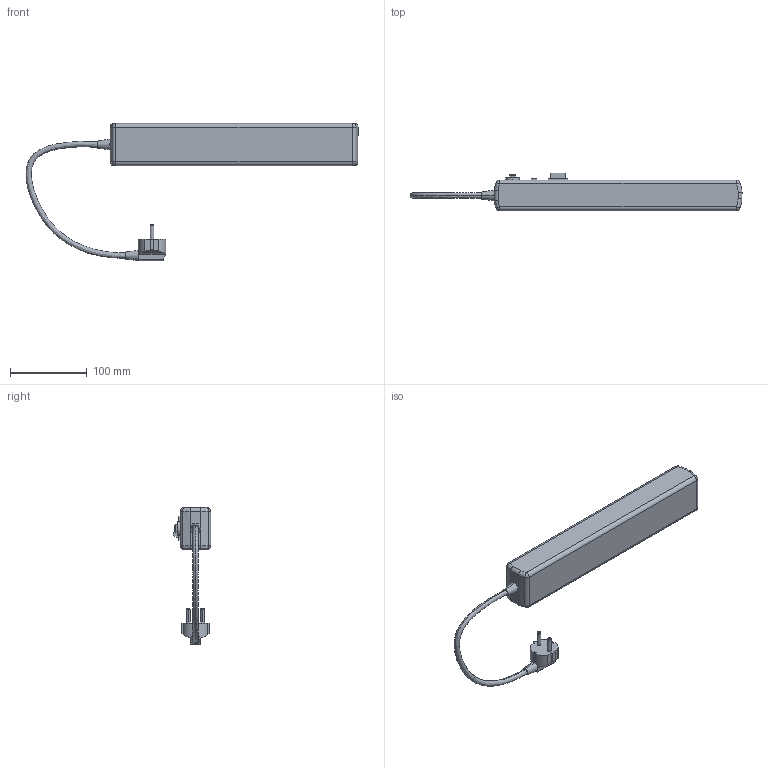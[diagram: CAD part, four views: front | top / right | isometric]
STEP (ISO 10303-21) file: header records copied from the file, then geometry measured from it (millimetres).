
FILE_DESCRIPTION (( 'STEP AP214' ), '1' );
FILE_NAME ('WFP10-16-05-03-N_Ñåòåâîé ôèëüòð ÑÔ-05Ê-âûêë. 5 ìåñò 2Ð+ÐÅ3ìåòðà 3õ1ìì2 ÈÝÊ.STEP', '2019-04-29T08:28:56', ( '' ), ( '' ), 'SwSTEP 2.0', 'SolidWorks 2017', '' );
FILE_SCHEMA (( 'AUTOMOTIVE_DESIGN' ));
Length unit declared in the file: millimetre
Products named in the file (1): WFP10-16-05-03-N_Ñåòåâîé ôèëüòð ÑÔ-05Ê-âûêë. 5 ìåñò 2Ð+ÐÅ3ìåòðà 3õ1ìì2 ÈÝÊ
Bounding box: 432.75 x 49.2 x 178.68 mm (x, y, z)
Volume: 636271.1 mm3; surface area: 89840.1 mm2
Topology: 1 solids, 1 shells, 299 faces, 772 edges, 500 vertices
Faces by surface type: plane 178, cylinder 73, bspline 44, cone 4
Entity records: 10791 total; most frequent: CARTESIAN_POINT 3659, ORIENTED_EDGE 1544, DIRECTION 1387, EDGE_CURVE 772, VERTEX_POINT 500, AXIS2_PLACEMENT_3D 466, LINE 455, VECTOR 455
